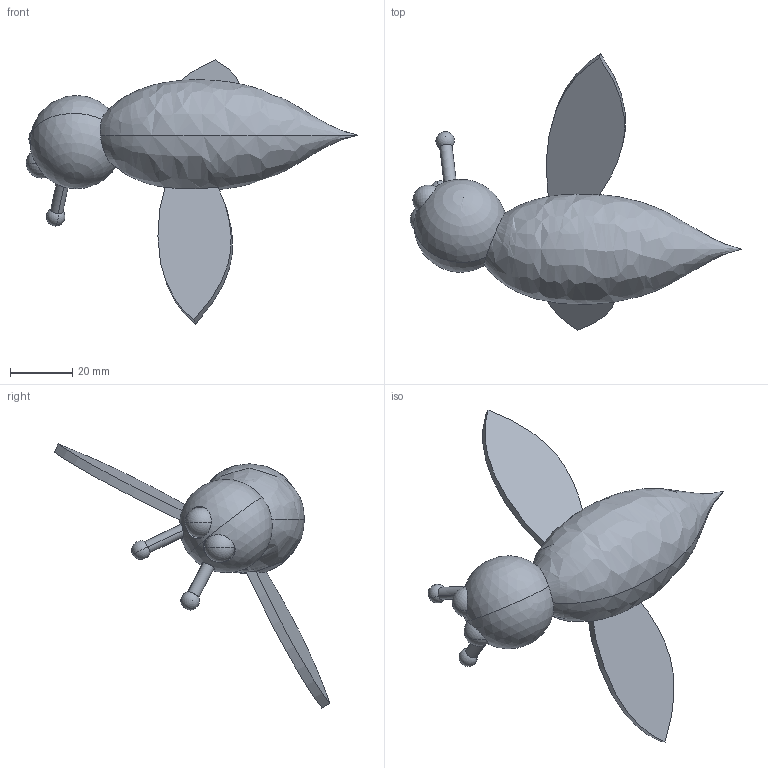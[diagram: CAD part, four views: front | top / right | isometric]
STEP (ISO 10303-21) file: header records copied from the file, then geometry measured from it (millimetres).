
FILE_DESCRIPTION (( 'STEP AP214' ), '1' );
FILE_NAME ('ape.STEP', '2015-06-26T12:14:10', ( '' ), ( '' ), 'SwSTEP 2.0', 'SolidWorks 2013', '' );
FILE_SCHEMA (( 'AUTOMOTIVE_DESIGN' ));
Length unit declared in the file: millimetre
Products named in the file (6): occhio; antenna; ala; testa; corpo; ape
Assembly tree (8 placements, depth 2):
  ape
    corpo
    testa
    ala  x2
    antenna  x2
    occhio  x2
Bounding box: 106.89 x 88.97 x 85.15 mm (x, y, z)
Volume: 66821.9 mm3; surface area: 16914.8 mm2
Topology: 8 solids, 8 shells, 46 faces, 118 edges, 73 vertices
Faces by surface type: plane 12, bspline 10, sphere 8, torus 8, cylinder 8
Entity records: 1701 total; most frequent: CARTESIAN_POINT 776, ORIENTED_EDGE 140, DIRECTION 128, EDGE_CURVE 70, AXIS2_PLACEMENT_3D 59, VERTEX_POINT 50, EDGE_LOOP 42, B_SPLINE_CURVE_WITH_KNOTS 39
